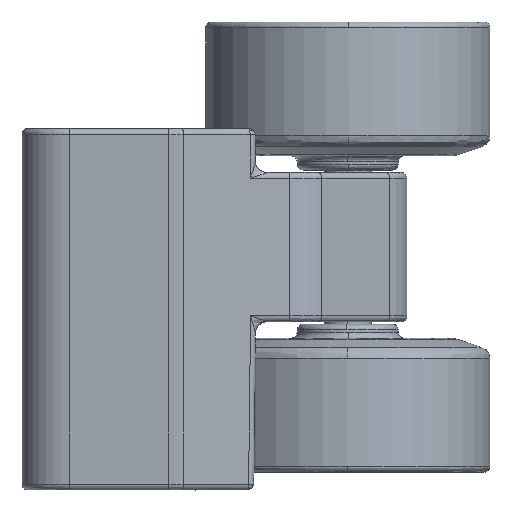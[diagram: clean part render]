
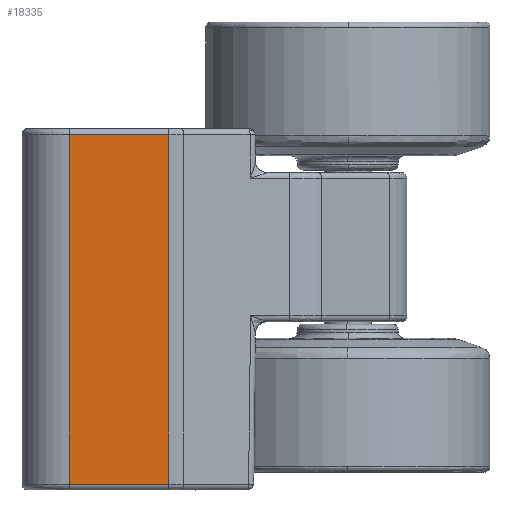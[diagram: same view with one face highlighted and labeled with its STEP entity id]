
A CAD part, left-side view. The second image highlights one B-rep face of the part: STEP entity #18335.
In plain terms, the highlighted planar face has unit normal (-1, 0, 0).
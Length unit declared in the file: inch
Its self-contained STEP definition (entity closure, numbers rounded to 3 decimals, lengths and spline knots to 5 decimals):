
#344 = CARTESIAN_POINT ( 'NONE',  ( -0.48228, -0.17241, 0.37402 ) ) ;
#345 = CARTESIAN_POINT ( 'NONE',  ( -0.48228, -0.17241, -0.7874 ) ) ;
#346 = DIRECTION ( 'NONE',  ( 0., 0., 1. ) ) ;
#347 = VECTOR ( 'NONE', #346, 39.37008 ) ;
#348 = CARTESIAN_POINT ( 'NONE',  ( -0.48228, -0.17241, -0.3937 ) ) ;
#353 = LINE ( 'NONE', #348, #347 ) ;
#892 = DIRECTION ( 'NONE',  ( 0., 1., 0. ) ) ;
#893 = VECTOR ( 'NONE', #892, 39.37008 ) ;
#894 = CARTESIAN_POINT ( 'NONE',  ( -0.48228, 0.31496, 0.37402 ) ) ;
#895 = LINE ( 'NONE', #894, #893 ) ;
#896 = CARTESIAN_POINT ( 'NONE',  ( -0.48228, 0.15748, 0.37402 ) ) ;
#9802 = EDGE_CURVE ( 'NONE', #9803, #9804, #353, .T. ) ;
#9803 = VERTEX_POINT ( 'NONE', #345 ) ;
#9804 = VERTEX_POINT ( 'NONE', #344 ) ;
#9940 = VERTEX_POINT ( 'NONE', #896 ) ;
#9942 = EDGE_CURVE ( 'NONE', #9804, #9940, #895, .T. ) ;
#10583 = VERTEX_POINT ( 'NONE', #17521 ) ;
#10600 = EDGE_CURVE ( 'NONE', #10583, #9803, #17493, .T. ) ;
#10824 = DIRECTION ( 'NONE',  ( 0., 0., 1. ) ) ;
#10825 = VECTOR ( 'NONE', #10824, 39.37008 ) ;
#10826 = CARTESIAN_POINT ( 'NONE',  ( -0.48228, 0.15748, 0.39683 ) ) ;
#10827 = LINE ( 'NONE', #10826, #10825 ) ;
#10828 = DIRECTION ( 'NONE',  ( 0., 0., 1. ) ) ;
#10829 = DIRECTION ( 'NONE',  ( -1., 0., 0. ) ) ;
#10842 = CARTESIAN_POINT ( 'NONE',  ( -0.48228, 0.31496, -0.3937 ) ) ;
#10843 = AXIS2_PLACEMENT_3D ( 'NONE', #10842, #10829, #10828 ) ;
#10846 = PLANE ( 'NONE',  #10843 ) ;
#10847 = FACE_OUTER_BOUND ( 'NONE', #18336, .T. ) ;
#17490 = DIRECTION ( 'NONE',  ( 0., -1., 0. ) ) ;
#17491 = VECTOR ( 'NONE', #17490, 39.37008 ) ;
#17492 = CARTESIAN_POINT ( 'NONE',  ( -0.48228, 0.31496, -0.7874 ) ) ;
#17493 = LINE ( 'NONE', #17492, #17491 ) ;
#17521 = CARTESIAN_POINT ( 'NONE',  ( -0.48228, 0.15748, -0.7874 ) ) ;
#18335 = ADVANCED_FACE ( 'NONE', ( #10847 ), #10846, .T. ) ;
#18336 = EDGE_LOOP ( 'NONE', ( #18337, #18339, #18340, #18341 ) ) ;
#18337 = ORIENTED_EDGE ( 'NONE', *, *, #18338, .F. ) ;
#18338 = EDGE_CURVE ( 'NONE', #10583, #9940, #10827, .T. ) ;
#18339 = ORIENTED_EDGE ( 'NONE', *, *, #10600, .T. ) ;
#18340 = ORIENTED_EDGE ( 'NONE', *, *, #9802, .T. ) ;
#18341 = ORIENTED_EDGE ( 'NONE', *, *, #9942, .T. ) ;
